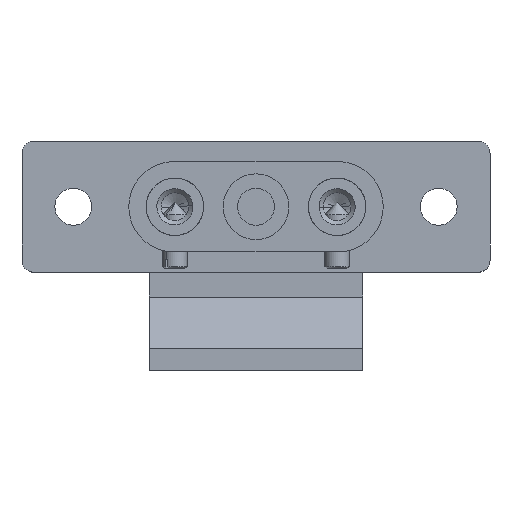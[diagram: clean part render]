
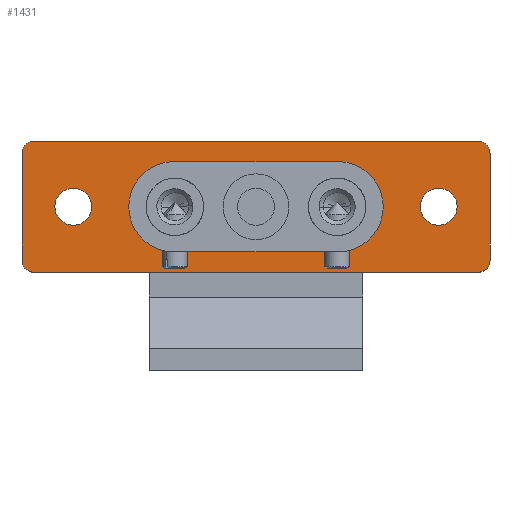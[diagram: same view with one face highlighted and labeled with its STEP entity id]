
A CAD part, front view. The second image highlights one B-rep face of the part: STEP entity #1431.
In plain terms, the highlighted planar face has unit normal (0, -1, 0).
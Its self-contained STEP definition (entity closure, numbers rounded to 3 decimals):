
#28 = EDGE_CURVE ( 'NONE', #2159, #57, #2431, .T. ) ;
#45 = LINE ( 'NONE', #685, #152 ) ;
#57 = VERTEX_POINT ( 'NONE', #678 ) ;
#98 = ORIENTED_EDGE ( 'NONE', *, *, #1543, .T. ) ;
#152 = VECTOR ( 'NONE', #1165, 1000. ) ;
#171 = CIRCLE ( 'NONE', #1578, 1.5 ) ;
#176 = EDGE_CURVE ( 'NONE', #1173, #2092, #1603, .T. ) ;
#177 = ORIENTED_EDGE ( 'NONE', *, *, #2290, .F. ) ;
#195 = VERTEX_POINT ( 'NONE', #1840 ) ;
#282 = DIRECTION ( 'NONE',  ( 0., 0., 1. ) ) ;
#286 = CARTESIAN_POINT ( 'NONE',  ( 38.5, 0., -8. ) ) ;
#306 = DIRECTION ( 'NONE',  ( 0., 0., -1. ) ) ;
#313 = CIRCLE ( 'NONE', #1845, 2.25 ) ;
#386 = DIRECTION ( 'NONE',  ( 0., 0., 1. ) ) ;
#387 = LINE ( 'NONE', #1244, #2843 ) ;
#390 = CARTESIAN_POINT ( 'NONE',  ( 50.75, 0., -8. ) ) ;
#403 = CARTESIAN_POINT ( 'NONE',  ( 50.75, 0., -8. ) ) ;
#426 = AXIS2_PLACEMENT_3D ( 'NONE', #1107, #2283, #1596 ) ;
#431 = VERTEX_POINT ( 'NONE', #1475 ) ;
#471 = FACE_OUTER_BOUND ( 'NONE', #739, .T. ) ;
#472 = CARTESIAN_POINT ( 'NONE',  ( 0., 0., -1.5 ) ) ;
#502 = DIRECTION ( 'NONE',  ( 0., -1., 0. ) ) ;
#572 = ORIENTED_EDGE ( 'NONE', *, *, #2082, .T. ) ;
#576 = AXIS2_PLACEMENT_3D ( 'NONE', #2543, #2316, #1414 ) ;
#579 = AXIS2_PLACEMENT_3D ( 'NONE', #403, #1950, #386 ) ;
#610 = DIRECTION ( 'NONE',  ( 0., 0., 1. ) ) ;
#622 = ORIENTED_EDGE ( 'NONE', *, *, #2259, .T. ) ;
#662 = CARTESIAN_POINT ( 'NONE',  ( 57., 0., -16. ) ) ;
#672 = CIRCLE ( 'NONE', #1294, 2.25 ) ;
#678 = CARTESIAN_POINT ( 'NONE',  ( 18.5, 0., -13.5 ) ) ;
#685 = CARTESIAN_POINT ( 'NONE',  ( 0., 0., -16. ) ) ;
#689 = DIRECTION ( 'NONE',  ( 0., 0., -1. ) ) ;
#707 = CIRCLE ( 'NONE', #576, 1.5 ) ;
#724 = DIRECTION ( 'NONE',  ( 0., 0., -1. ) ) ;
#727 = CARTESIAN_POINT ( 'NONE',  ( 38.5, 0., -2.5 ) ) ;
#732 = DIRECTION ( 'NONE',  ( 0., 1., 0. ) ) ;
#739 = EDGE_LOOP ( 'NONE', ( #1690, #98, #1983, #1518, #1067, #2352, #2174, #1761 ) ) ;
#742 = EDGE_CURVE ( 'NONE', #1995, #2443, #2057, .T. ) ;
#786 = VERTEX_POINT ( 'NONE', #1356 ) ;
#796 = CARTESIAN_POINT ( 'NONE',  ( 18.5, 0., -2.5 ) ) ;
#816 = VERTEX_POINT ( 'NONE', #727 ) ;
#832 = LINE ( 'NONE', #2207, #1657 ) ;
#849 = DIRECTION ( 'NONE',  ( 0., -1., 0. ) ) ;
#852 = AXIS2_PLACEMENT_3D ( 'NONE', #932, #502, #724 ) ;
#872 = AXIS2_PLACEMENT_3D ( 'NONE', #2502, #2307, #969 ) ;
#886 = EDGE_CURVE ( 'NONE', #786, #195, #707, .T. ) ;
#902 = EDGE_CURVE ( 'NONE', #431, #1620, #1891, .T. ) ;
#906 = ORIENTED_EDGE ( 'NONE', *, *, #28, .F. ) ;
#908 = LINE ( 'NONE', #1691, #1237 ) ;
#932 = CARTESIAN_POINT ( 'NONE',  ( 1.5, 0., -14.5 ) ) ;
#941 = CARTESIAN_POINT ( 'NONE',  ( 0., 0., 0. ) ) ;
#949 = DIRECTION ( 'NONE',  ( 0., 0., 1. ) ) ;
#963 = ORIENTED_EDGE ( 'NONE', *, *, #1136, .F. ) ;
#969 = DIRECTION ( 'NONE',  ( 0., 0., 1. ) ) ;
#973 = DIRECTION ( 'NONE',  ( 0., 0., -1. ) ) ;
#987 = CIRCLE ( 'NONE', #2287, 5.5 ) ;
#1004 = CARTESIAN_POINT ( 'NONE',  ( 0., 0., -14.5 ) ) ;
#1018 = VERTEX_POINT ( 'NONE', #1947 ) ;
#1047 = DIRECTION ( 'NONE',  ( 1., 0., 0. ) ) ;
#1062 = EDGE_CURVE ( 'NONE', #2275, #195, #908, .T. ) ;
#1067 = ORIENTED_EDGE ( 'NONE', *, *, #1877, .F. ) ;
#1087 = AXIS2_PLACEMENT_3D ( 'NONE', #2797, #2761, #2537 ) ;
#1107 = CARTESIAN_POINT ( 'NONE',  ( 18.5, 0., -8. ) ) ;
#1131 = ORIENTED_EDGE ( 'NONE', *, *, #1369, .T. ) ;
#1136 = EDGE_CURVE ( 'NONE', #2622, #816, #987, .T. ) ;
#1165 = DIRECTION ( 'NONE',  ( -1., 0., 0. ) ) ;
#1172 = EDGE_LOOP ( 'NONE', ( #622, #572 ) ) ;
#1173 = VERTEX_POINT ( 'NONE', #1529 ) ;
#1237 = VECTOR ( 'NONE', #1047, 1000. ) ;
#1244 = CARTESIAN_POINT ( 'NONE',  ( 38.5, 0., -2.5 ) ) ;
#1283 = DIRECTION ( 'NONE',  ( -1., 0., 0. ) ) ;
#1289 = CARTESIAN_POINT ( 'NONE',  ( 57., 0., -14.5 ) ) ;
#1294 = AXIS2_PLACEMENT_3D ( 'NONE', #1855, #732, #949 ) ;
#1356 = CARTESIAN_POINT ( 'NONE',  ( 57., 0., -1.5 ) ) ;
#1369 = EDGE_CURVE ( 'NONE', #1620, #431, #672, .T. ) ;
#1401 = FACE_BOUND ( 'NONE', #2367, .T. ) ;
#1414 = DIRECTION ( 'NONE',  ( 0., 0., -1. ) ) ;
#1419 = CIRCLE ( 'NONE', #579, 2.25 ) ;
#1431 = ADVANCED_FACE ( 'NONE', ( #2795, #471, #1401, #2133 ), #2062, .T. ) ;
#1455 = LINE ( 'NONE', #662, #2445 ) ;
#1475 = CARTESIAN_POINT ( 'NONE',  ( 6.25, 0., -10.25 ) ) ;
#1517 = CIRCLE ( 'NONE', #852, 1.5 ) ;
#1518 = ORIENTED_EDGE ( 'NONE', *, *, #2782, .T. ) ;
#1529 = CARTESIAN_POINT ( 'NONE',  ( 55.5, 0., -16. ) ) ;
#1543 = EDGE_CURVE ( 'NONE', #2275, #2443, #171, .T. ) ;
#1546 = ORIENTED_EDGE ( 'NONE', *, *, #2226, .F. ) ;
#1578 = AXIS2_PLACEMENT_3D ( 'NONE', #1932, #849, #2397 ) ;
#1596 = DIRECTION ( 'NONE',  ( 0., 0., -1. ) ) ;
#1603 = CIRCLE ( 'NONE', #1647, 1.5 ) ;
#1620 = VERTEX_POINT ( 'NONE', #2145 ) ;
#1625 = DIRECTION ( 'NONE',  ( 0., -1., 0. ) ) ;
#1647 = AXIS2_PLACEMENT_3D ( 'NONE', #2011, #1625, #306 ) ;
#1657 = VECTOR ( 'NONE', #2420, 1000. ) ;
#1690 = ORIENTED_EDGE ( 'NONE', *, *, #1062, .F. ) ;
#1691 = CARTESIAN_POINT ( 'NONE',  ( 57., 0., 0. ) ) ;
#1692 = CARTESIAN_POINT ( 'NONE',  ( 1.5, 0., 0. ) ) ;
#1761 = ORIENTED_EDGE ( 'NONE', *, *, #886, .T. ) ;
#1840 = CARTESIAN_POINT ( 'NONE',  ( 55.5, 0., 0. ) ) ;
#1845 = AXIS2_PLACEMENT_3D ( 'NONE', #390, #1935, #610 ) ;
#1855 = CARTESIAN_POINT ( 'NONE',  ( 6.25, 0., -8. ) ) ;
#1877 = EDGE_CURVE ( 'NONE', #1173, #2724, #45, .T. ) ;
#1891 = CIRCLE ( 'NONE', #872, 2.25 ) ;
#1932 = CARTESIAN_POINT ( 'NONE',  ( 1.5, 0., -1.5 ) ) ;
#1935 = DIRECTION ( 'NONE',  ( 0., 1., 0. ) ) ;
#1947 = CARTESIAN_POINT ( 'NONE',  ( 50.75, 0., -10.25 ) ) ;
#1950 = DIRECTION ( 'NONE',  ( 0., 1., 0. ) ) ;
#1983 = ORIENTED_EDGE ( 'NONE', *, *, #742, .F. ) ;
#1995 = VERTEX_POINT ( 'NONE', #1004 ) ;
#2011 = CARTESIAN_POINT ( 'NONE',  ( 55.5, 0., -14.5 ) ) ;
#2057 = LINE ( 'NONE', #941, #2270 ) ;
#2062 = PLANE ( 'NONE',  #1087 ) ;
#2082 = EDGE_CURVE ( 'NONE', #1018, #2514, #1419, .T. ) ;
#2084 = ORIENTED_EDGE ( 'NONE', *, *, #902, .T. ) ;
#2092 = VERTEX_POINT ( 'NONE', #1289 ) ;
#2133 = FACE_BOUND ( 'NONE', #2693, .T. ) ;
#2145 = CARTESIAN_POINT ( 'NONE',  ( 6.25, 0., -5.75 ) ) ;
#2159 = VERTEX_POINT ( 'NONE', #796 ) ;
#2174 = ORIENTED_EDGE ( 'NONE', *, *, #2439, .F. ) ;
#2207 = CARTESIAN_POINT ( 'NONE',  ( 18.5, 0., -13.5 ) ) ;
#2225 = CARTESIAN_POINT ( 'NONE',  ( 1.5, 0., -16. ) ) ;
#2226 = EDGE_CURVE ( 'NONE', #816, #2159, #387, .T. ) ;
#2234 = CARTESIAN_POINT ( 'NONE',  ( 50.75, 0., -5.75 ) ) ;
#2259 = EDGE_CURVE ( 'NONE', #2514, #1018, #313, .T. ) ;
#2270 = VECTOR ( 'NONE', #282, 1000. ) ;
#2275 = VERTEX_POINT ( 'NONE', #1692 ) ;
#2283 = DIRECTION ( 'NONE',  ( 0., -1., 0. ) ) ;
#2287 = AXIS2_PLACEMENT_3D ( 'NONE', #286, #2739, #973 ) ;
#2290 = EDGE_CURVE ( 'NONE', #57, #2622, #832, .T. ) ;
#2307 = DIRECTION ( 'NONE',  ( 0., 1., 0. ) ) ;
#2316 = DIRECTION ( 'NONE',  ( 0., -1., 0. ) ) ;
#2352 = ORIENTED_EDGE ( 'NONE', *, *, #176, .T. ) ;
#2367 = EDGE_LOOP ( 'NONE', ( #1131, #2084 ) ) ;
#2397 = DIRECTION ( 'NONE',  ( 0., 0., -1. ) ) ;
#2420 = DIRECTION ( 'NONE',  ( 1., 0., 0. ) ) ;
#2431 = CIRCLE ( 'NONE', #426, 5.5 ) ;
#2439 = EDGE_CURVE ( 'NONE', #786, #2092, #1455, .T. ) ;
#2443 = VERTEX_POINT ( 'NONE', #472 ) ;
#2445 = VECTOR ( 'NONE', #689, 1000. ) ;
#2502 = CARTESIAN_POINT ( 'NONE',  ( 6.25, 0., -8. ) ) ;
#2514 = VERTEX_POINT ( 'NONE', #2234 ) ;
#2537 = DIRECTION ( 'NONE',  ( 0., 0., -1. ) ) ;
#2543 = CARTESIAN_POINT ( 'NONE',  ( 55.5, 0., -1.5 ) ) ;
#2622 = VERTEX_POINT ( 'NONE', #2830 ) ;
#2693 = EDGE_LOOP ( 'NONE', ( #177, #906, #1546, #963 ) ) ;
#2724 = VERTEX_POINT ( 'NONE', #2225 ) ;
#2739 = DIRECTION ( 'NONE',  ( 0., -1., 0. ) ) ;
#2761 = DIRECTION ( 'NONE',  ( 0., -1., 0. ) ) ;
#2782 = EDGE_CURVE ( 'NONE', #1995, #2724, #1517, .T. ) ;
#2795 = FACE_BOUND ( 'NONE', #1172, .T. ) ;
#2797 = CARTESIAN_POINT ( 'NONE',  ( 0., 0., 0. ) ) ;
#2830 = CARTESIAN_POINT ( 'NONE',  ( 38.5, 0., -13.5 ) ) ;
#2843 = VECTOR ( 'NONE', #1283, 1000. ) ;
